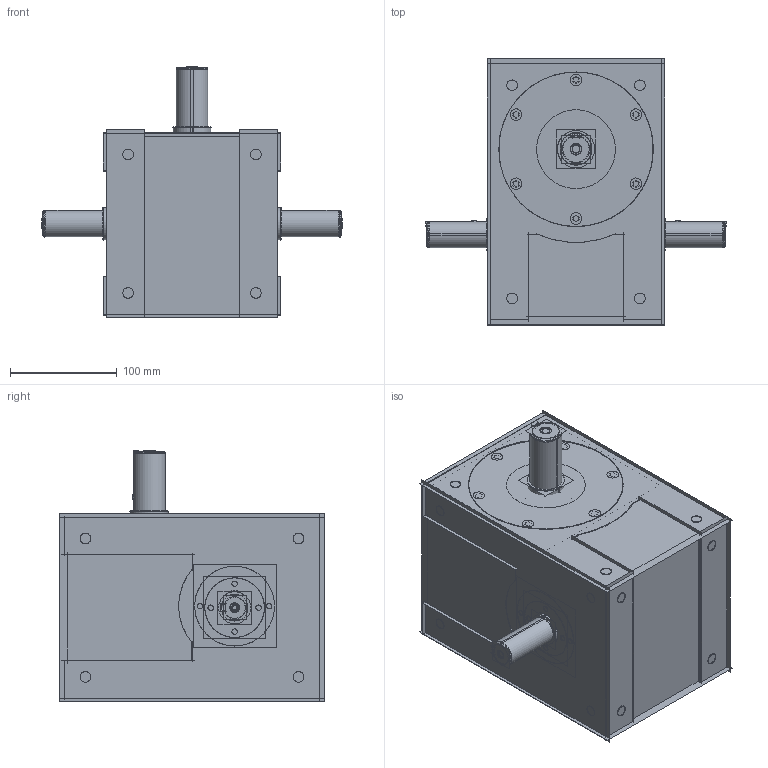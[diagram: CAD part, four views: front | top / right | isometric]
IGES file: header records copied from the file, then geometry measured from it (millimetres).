
Start section:  PTC IGES file: jz-80ds.igs
Global section: file name: jz-80ds.igs; native system: Creo Parametric by PTC Inc.; preprocessor: 2019010; author: DELL; organization: Unknown; date: 20240321.155606; units: millimetre
Bounding box: 281.88 x 249.6 x 236.3 mm (x, y, z)
Surface area: 1553624 mm2 (no closed solid volume)
Topology: 0 solids, 0 shells, 938 faces, 15443 edges, 20326 vertices
Faces by surface type: revolution 544, bspline 394
